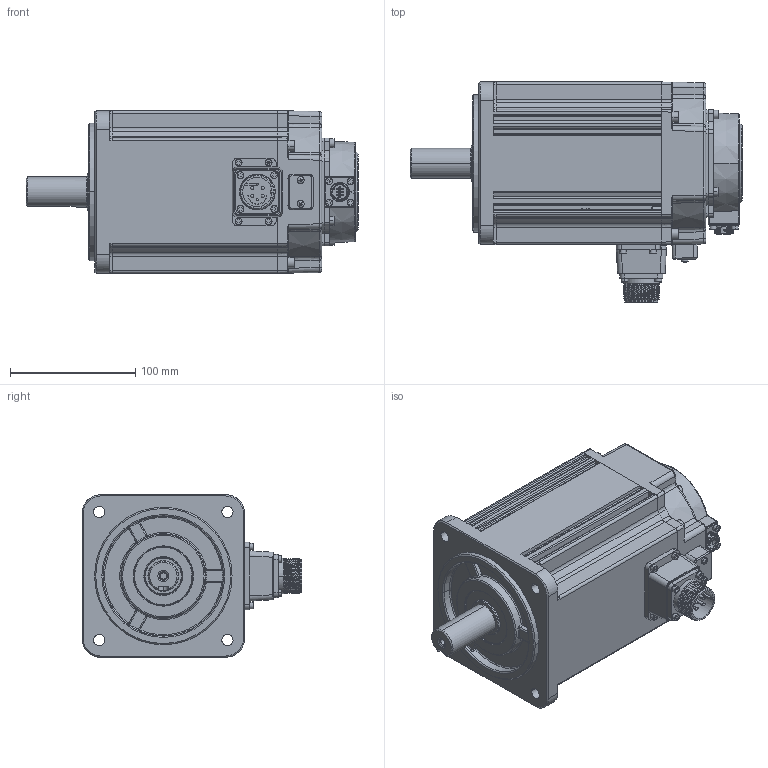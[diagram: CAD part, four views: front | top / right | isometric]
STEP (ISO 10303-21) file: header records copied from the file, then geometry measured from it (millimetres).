
FILE_DESCRIPTION (( 'STEP AP203' ), '1' );
FILE_NAME ('MS6G-130CS(M)15BZ2-42P3.STEP', '2023-02-15T01:12:12', ( '' ), ( '' ), 'SwSTEP 2.0', 'SolidWorks 2016', '' );
FILE_SCHEMA (( 'CONFIG_CONTROL_DESIGN' ));
Length unit declared in the file: millimetre
Products named in the file (1): MS6G-130CS(M)15BZ2-42P3
Bounding box: 265.5 x 175.9 x 130 mm (x, y, z)
Surface area: 171482.4 mm2 (no closed solid volume)
Topology: 0 solids, 127 shells, 1130 faces, 3507 edges, 2449 vertices
Faces by surface type: plane 457, cylinder 391, bspline 125, torus 95, cone 58, sphere 4
Entity records: 46089 total; most frequent: CARTESIAN_POINT 16411, DIRECTION 6004, ORIENTED_EDGE 5712, EDGE_CURVE 3486, VERTEX_POINT 2449, AXIS2_PLACEMENT_3D 2161, LINE 1682, VECTOR 1682
